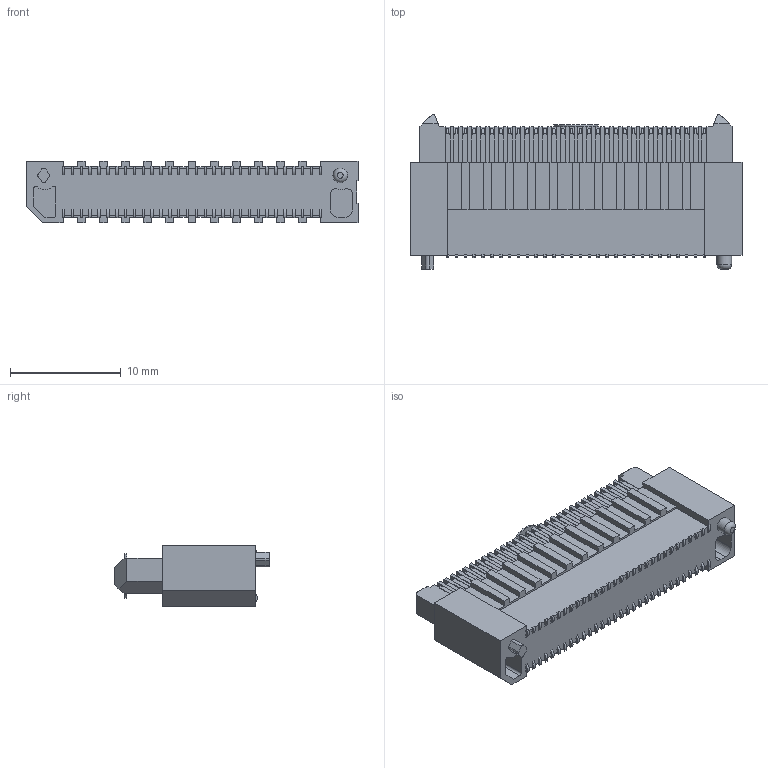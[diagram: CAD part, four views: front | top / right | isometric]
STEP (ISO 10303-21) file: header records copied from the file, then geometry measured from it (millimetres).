
FILE_DESCRIPTION(/* description */ ('STEP AP214'),/* implementation_level */ '2;1');
FILE_NAME(/* name */ 'ERM8-030-09.0-S-DV-K-TR',/* time_stamp */ '2024-02-02T21:57:48+01:00',/* author */ ('License CC BY-ND 4.0'),/* organization */ ('CADENAS'),/* preprocessor_version */ 'ST-DEVELOPER v19.3',/* originating_system */ 'PARTsolutions',/* authorisation */ ' ');
FILE_SCHEMA (('AUTOMOTIVE_DESIGN {1 0 10303 214 3 1 1}'));
Products named in the file (4): ERM8-030-09.0-S-DV-K-TR; ERM8-030-09.0-DV-KT; ERM8-030-09.0-DV_pin; ERM8-030-09.0-DV3_pin
Assembly tree (3 placements, depth 2):
  ERM8-030-09.0-S-DV-K-TR
    ERM8-030-09.0-DV-KT
    ERM8-030-09.0-DV_pin
    ERM8-030-09.0-DV3_pin
Bounding box: 30 x 13.97 x 5.6 mm (x, y, z)
Volume: 1403.1 mm3; surface area: 2866.1 mm2
Topology: 3 solids, 3 shells, 2470 faces, 7150 edges, 4684 vertices
Faces by surface type: plane 1580, cylinder 889, torus 1
Full cylindrical faces by diameter (mm): 1.32 x1, 4 x1
Entity records: 84788 total; most frequent: CARTESIAN_POINT 15381, ORIENTED_EDGE 14290, DIRECTION 13159, EDGE_CURVE 7145, LINE 5359, VECTOR 5359, VERTEX_POINT 4682, AXIS2_PLACEMENT_3D 3900
